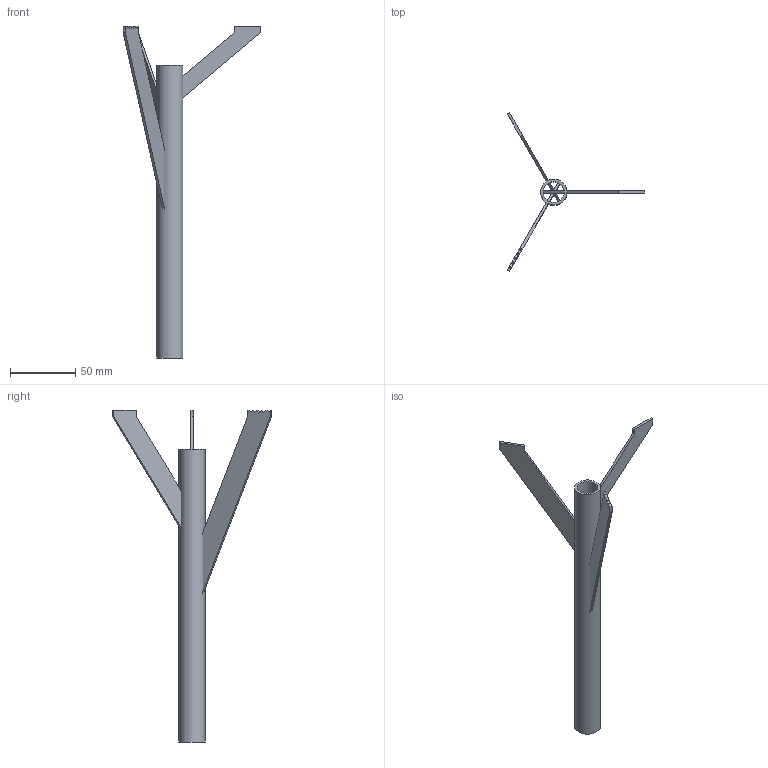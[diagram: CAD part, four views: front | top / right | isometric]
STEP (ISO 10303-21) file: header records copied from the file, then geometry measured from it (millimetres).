
FILE_DESCRIPTION(/* description */ (''),/* implementation_level */ '2;1');
FILE_NAME(/* name */ 'fireflower v1 v2.step',/* time_stamp */ '2019-08-07T14:47:38+07:00',/* author */ (''),/* organization */ (''),/* preprocessor_version */ 'ST-DEVELOPER v18',/* originating_system */ 'Autodesk Translation Framework v8.2.0.1029',/* authorisation */ '');
FILE_SCHEMA (('AUTOMOTIVE_DESIGN { 1 0 10303 214 3 1 1 }'));
Length unit declared in the file: millimetre
Products named in the file (1): fireflower v1
Bounding box: 105.87 x 122.24 x 255 mm (x, y, z)
Volume: 38283 mm3; surface area: 40384.4 mm2
Topology: 4 solids, 4 shells, 37 faces, 87 edges, 58 vertices
Faces by surface type: plane 35, cylinder 2
Full cylindrical faces by diameter (mm): 16 x1, 20 x1
Entity records: 1079 total; most frequent: CARTESIAN_POINT 183, ORIENTED_EDGE 174, DIRECTION 167, EDGE_CURVE 87, LINE 83, VECTOR 83, VERTEX_POINT 58, AXIS2_PLACEMENT_3D 42
